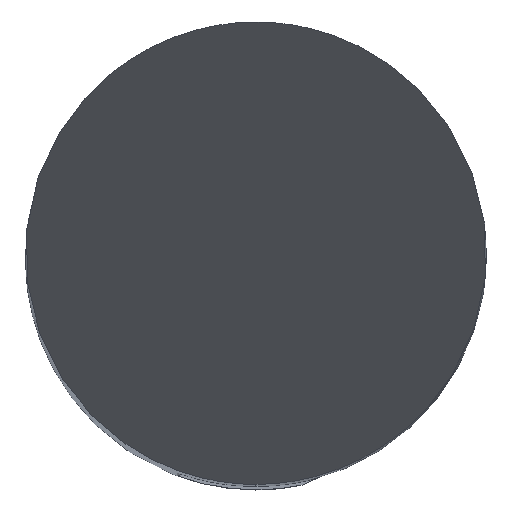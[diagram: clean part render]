
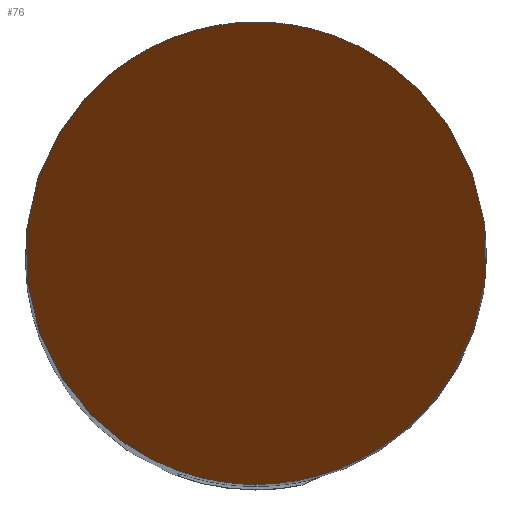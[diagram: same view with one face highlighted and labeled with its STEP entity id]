
A CAD part, top view. The second image highlights one B-rep face of the part: STEP entity #76.
In plain terms, the highlighted planar face has unit normal (0, -0.866, 0.5).
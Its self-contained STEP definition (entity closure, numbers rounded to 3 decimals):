
#53=PLANE('',#602);
#76=ADVANCED_FACE('',(#118),#53,.F.);
#118=FACE_OUTER_BOUND('',#148,.T.);
#148=EDGE_LOOP('',(#323,#324));
#323=ORIENTED_EDGE('',*,*,#481,.T.);
#324=ORIENTED_EDGE('',*,*,#464,.T.);
#410=VERTEX_POINT('',#890);
#411=VERTEX_POINT('',#895);
#464=EDGE_CURVE('',#411,#410,#538,.T.);
#481=EDGE_CURVE('',#410,#411,#541,.T.);
#538=(
BOUNDED_CURVE()
B_SPLINE_CURVE(3,(#891,#892,#893,#894),.UNSPECIFIED.,.F.,.F.)
B_SPLINE_CURVE_WITH_KNOTS((4,4),(0.,1.),.UNSPECIFIED.)
CURVE()
GEOMETRIC_REPRESENTATION_ITEM()
RATIONAL_B_SPLINE_CURVE((1.,0.333,0.333,1.))
REPRESENTATION_ITEM('')
);
#541=(
BOUNDED_CURVE()
B_SPLINE_CURVE(3,(#973,#974,#975,#976),.UNSPECIFIED.,.F.,.F.)
B_SPLINE_CURVE_WITH_KNOTS((4,4),(0.,1.),.UNSPECIFIED.)
CURVE()
GEOMETRIC_REPRESENTATION_ITEM()
RATIONAL_B_SPLINE_CURVE((1.,0.333,0.333,1.))
REPRESENTATION_ITEM('')
);
#602=AXIS2_PLACEMENT_3D('',#977,#696,#697);
#696=DIRECTION('',(0.,0.866,-0.5));
#697=DIRECTION('',(0.,0.5,0.866));
#890=CARTESIAN_POINT('',(0.,-3.,-5.196));
#891=CARTESIAN_POINT('',(0.,3.,5.196));
#892=CARTESIAN_POINT('',(-6.,3.,5.196));
#893=CARTESIAN_POINT('',(-6.,-3.,-5.196));
#894=CARTESIAN_POINT('',(0.,-3.,-5.196));
#895=CARTESIAN_POINT('',(0.,3.,5.196));
#973=CARTESIAN_POINT('',(0.,-3.,-5.196));
#974=CARTESIAN_POINT('',(6.,-3.,-5.196));
#975=CARTESIAN_POINT('',(6.,3.,5.196));
#976=CARTESIAN_POINT('',(0.,3.,5.196));
#977=CARTESIAN_POINT('',(-3.25,-3.,-5.196));
